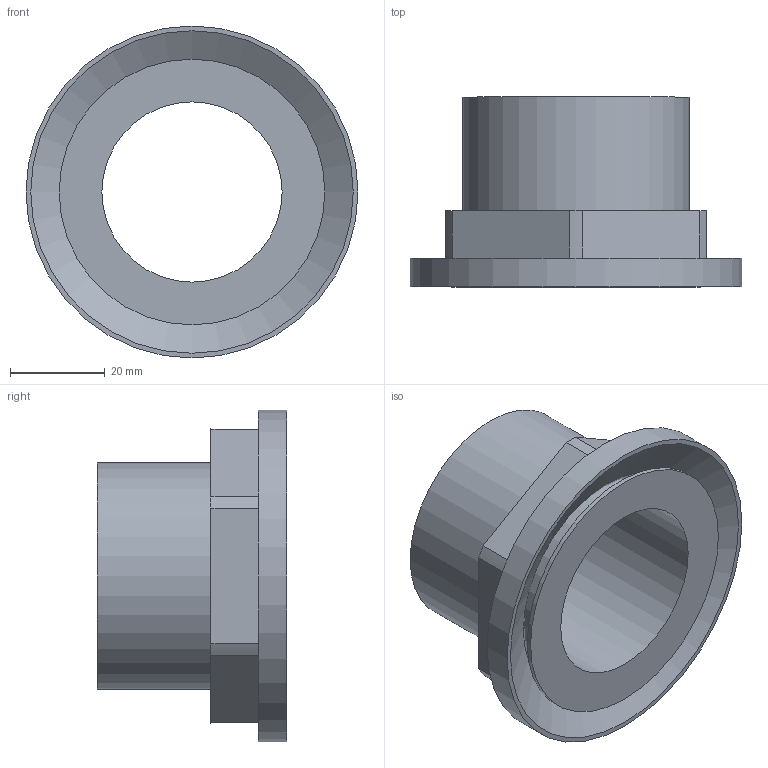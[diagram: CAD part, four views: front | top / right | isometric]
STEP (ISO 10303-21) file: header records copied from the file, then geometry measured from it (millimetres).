
FILE_DESCRIPTION(/* description */ (''),/* implementation_level */ '2;1');
FILE_NAME(/* name */ 'METU_E01V-2004_ST-K_1-1-2.stp',/* time_stamp */ '2018-10-05T14:30:31+02:00',/* author */ (''),/* organization */ (''),/* preprocessor_version */ 'ST-DEVELOPER v11',/* originating_system */ 'SIEMENS UGS NX 6.0',/* authorisation */ '');
FILE_SCHEMA (('CONFIG_CONTROL_DESIGN'));
Length unit declared in the file: millimetre
Products named in the file (1): gars64E343bk
Bounding box: 70 x 40 x 70 mm (x, y, z)
Volume: 44856.6 mm3; surface area: 24076.2 mm2
Topology: 3 solids, 3 shells, 26 faces, 58 edges, 38 vertices
Faces by surface type: plane 12, cylinder 12, cone 2
Full cylindrical faces by diameter (mm): 38 x1, 45.2 x1, 47.8 x1, 50 x1, 56 x1, 70 x1
Entity records: 776 total; most frequent: DIRECTION 128, CARTESIAN_POINT 113, ORIENTED_EDGE 98, AXIS2_PLACEMENT_3D 52, EDGE_CURVE 49, EDGE_LOOP 40, VERTEX_POINT 37, FACE_BOUND 28
